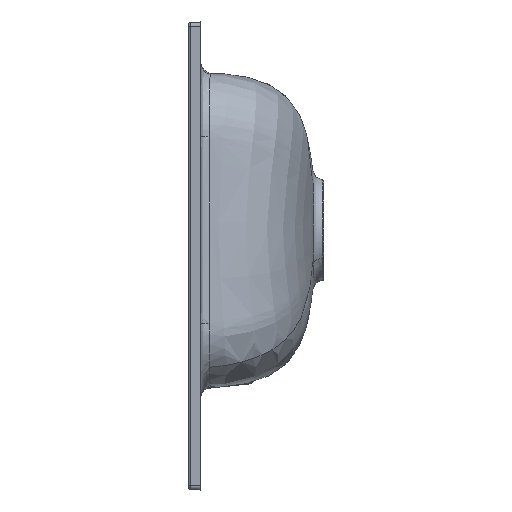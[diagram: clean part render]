
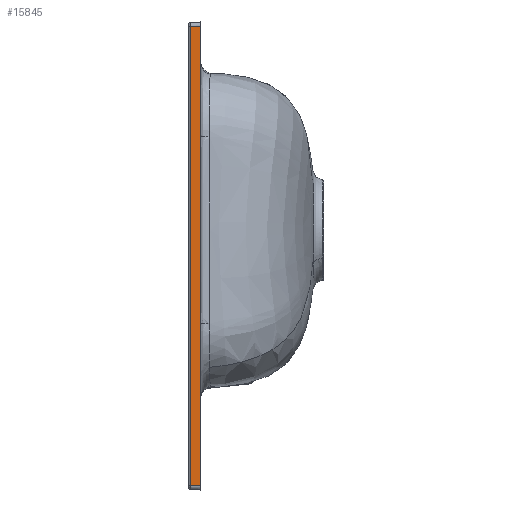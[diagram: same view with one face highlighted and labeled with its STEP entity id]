
A CAD part, left-side view. The second image highlights one B-rep face of the part: STEP entity #15845.
In plain terms, the highlighted planar face has unit normal (-0.999, 0.035, 0).
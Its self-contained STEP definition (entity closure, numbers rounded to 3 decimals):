
#434 = LINE ( 'NONE', #1702, #13651 ) ;
#722 = CARTESIAN_POINT ( 'NONE',  ( -500.419, -12., 221.421 ) ) ;
#1078 = CARTESIAN_POINT ( 'NONE',  ( -500.005, -0.139, 221.007 ) ) ;
#1702 = CARTESIAN_POINT ( 'NONE',  ( -499.729, 7.773, -220.866 ) ) ;
#2488 = CARTESIAN_POINT ( 'NONE',  ( -500., 0., 225. ) ) ;
#3874 = CARTESIAN_POINT ( 'NONE',  ( -500.067, -1.93, 221.07 ) ) ;
#6362 = ORIENTED_EDGE ( 'NONE', *, *, #28415, .T. ) ;
#6732 = ORIENTED_EDGE ( 'NONE', *, *, #23059, .T. ) ;
#7418 = FACE_OUTER_BOUND ( 'NONE', #17143, .T. ) ;
#7546 = ORIENTED_EDGE ( 'NONE', *, *, #20361, .T. ) ;
#8978 = VECTOR ( 'NONE', #14404, 1000. ) ;
#9169 = CARTESIAN_POINT ( 'NONE',  ( -500.067, -1.93, -221.002 ) ) ;
#11051 = CARTESIAN_POINT ( 'NONE',  ( -500.067, -1.93, -221.036 ) ) ;
#11691 = CARTESIAN_POINT ( 'NONE',  ( -500.419, -12., 225. ) ) ;
#13651 = VECTOR ( 'NONE', #26554, 1000. ) ;
#13663 = DIRECTION ( 'NONE',  ( 0.035, 0.999, -0.035 ) ) ;
#14404 = DIRECTION ( 'NONE',  ( 0., 0., 1. ) ) ;
#14642 = DIRECTION ( 'NONE',  ( -0.035, -0.999, 0. ) ) ;
#15845 = ADVANCED_FACE ( 'NONE', ( #7418 ), #19971, .T. ) ;
#16504 = ORIENTED_EDGE ( 'NONE', *, *, #19497, .T. ) ;
#17129 = VECTOR ( 'NONE', #21546, 1000. ) ;
#17143 = EDGE_LOOP ( 'NONE', ( #6362, #16504, #6732, #7546 ) ) ;
#18413 = VERTEX_POINT ( 'NONE', #28059 ) ;
#18692 = LINE ( 'NONE', #9169, #17129 ) ;
#19497 = EDGE_CURVE ( 'NONE', #18413, #26324, #22960, .T. ) ;
#19886 = VECTOR ( 'NONE', #13663, 1000. ) ;
#19971 = PLANE ( 'NONE',  #27755 ) ;
#20361 = EDGE_CURVE ( 'NONE', #27137, #27799, #18692, .T. ) ;
#21546 = DIRECTION ( 'NONE',  ( 0., 0., -1. ) ) ;
#22960 = LINE ( 'NONE', #11691, #8978 ) ;
#23059 = EDGE_CURVE ( 'NONE', #26324, #27137, #29183, .T. ) ;
#24614 = DIRECTION ( 'NONE',  ( -0.999, 0.035, 0. ) ) ;
#26324 = VERTEX_POINT ( 'NONE', #722 ) ;
#26554 = DIRECTION ( 'NONE',  ( -0.035, -0.999, -0.017 ) ) ;
#27137 = VERTEX_POINT ( 'NONE', #3874 ) ;
#27755 = AXIS2_PLACEMENT_3D ( 'NONE', #2488, #24614, #14642 ) ;
#27799 = VERTEX_POINT ( 'NONE', #11051 ) ;
#28059 = CARTESIAN_POINT ( 'NONE',  ( -500.419, -12., -221.211 ) ) ;
#28415 = EDGE_CURVE ( 'NONE', #27799, #18413, #434, .T. ) ;
#29183 = LINE ( 'NONE', #1078, #19886 ) ;
